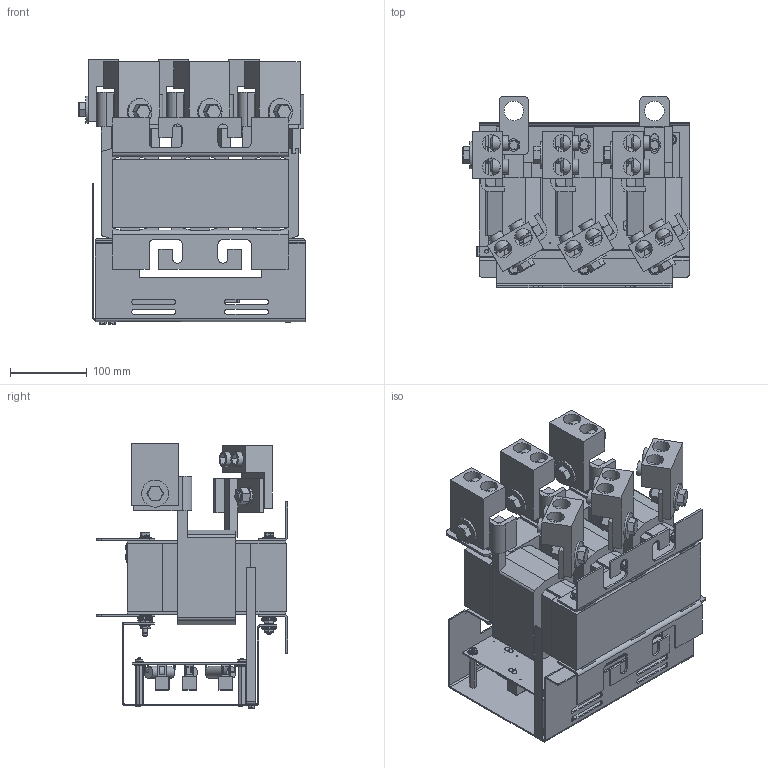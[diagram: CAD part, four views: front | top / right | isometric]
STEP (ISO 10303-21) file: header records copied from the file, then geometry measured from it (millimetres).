
FILE_DESCRIPTION(/* description */ (''),/* implementation_level */ '2;1');
FILE_NAME(/* name */ 'V1K480A00.stp',/* time_stamp */ '2022-02-28T08:56:23-06:00',/* author */ ('jnelson'),/* organization */ (''),/* preprocessor_version */ 'ST-DEVELOPER v17',/* originating_system */ 'Autodesk Inventor 2019',/* authorisation */ '');
FILE_SCHEMA (('AUTOMOTIVE_DESIGN { 1 0 10303 214 3 1 1 }'));
Length unit declared in the file: inch
Products named in the file (42): V1K480A00; KDRJ2R WITH AU-600; 11236; KDRJ2R; 16600; 23412-3.50; 24262; 24981 ASSY; 23576; 20852; 24981 COIL; 25293; 1505-1763-4495 ASSEMBLY; 3262; 30097- LARGE  BLANK  (REACTOR); 1763-4495 ASSEMBLY; 4495; 1763; 31621-1; 15217; 1610; 1511; 2401; 1512; 1505_better; 25285-1-Assembly; 25285-1; 25285-1_1; pem stud 8-32, .50; 30576-1; 25346; 25012; 25011 BRD; 25012-1 DECAL; 25011 long RESISTOR; 25011 short RESISTOR; capacitor 2.15 MTG; 1967; 1496; 25441 ...
Assembly tree (120 placements, depth 5):
  V1K480A00
    KDRJ2R WITH AU-600
      11236  x6
      KDRJ2R
        23412-3.50  x2
        16600  x2
        24262  x2
        24981 ASSY  x3
          23576
          20852
          24981 COIL
          25293
        1505-1763-4495 ASSEMBLY  x6
          4495
          1763
          1505
        1763-4495 ASSEMBLY  x6
          4495
          1763
        3262
        15217  x5
        30097- LARGE  BLANK  (REACTOR)
        31621-1  x2
      2401  x6
      1512  x6
      1610  x6
      1511  x6
    1505_better  x2
    25285-1-Assembly
      25285-1
        25285-1_1
        pem stud 8-32, .50  x4
      pem stud 8-32, .50  x4
      30576-1
      25346  x4
      25012
        25011 BRD
        25012-1 DECAL
        25011 long RESISTOR  x3
        25011 short RESISTOR  x3
        capacitor 2.15 MTG  x3
      1967  x8
      1496  x4
      25441  x2
      28038-BLANK
      1505  x2
Bounding box: 294.16 x 248.92 x 344.36 mm (x, y, z)
Volume: 5783639.1 mm3; surface area: 1408125.6 mm2
Topology: 137 solids, 137 shells, 3064 faces, 7506 edges, 5031 vertices
Faces by surface type: plane 1843, cylinder 845, bspline 160, cone 126, torus 66, sphere 24
Full cylindrical faces by diameter (mm): 0.762 x12, 1.159 x12, 1.524 x24, 3.175 x6, 3.454 x4, 4.166 x28, 4.318 x5, 4.597 x2, 4.775 x8, 4.978 x4, 5.117 x8, 5.588 x8, 6.147 x12, 6.35 x14, 7.137 x12, 7.62 x12, 8.738 x6, 9.652 x6, 9.906 x2, 12.7 x32, 13.462 x6, 13.494 x6, 14.351 x6, 15.875 x15, 18.491 x8, 19.05 x18, 22.682 x12, 25.4 x2, 35.052 x6
Entity records: 45911 total; most frequent: CARTESIAN_POINT 10534, ORIENTED_EDGE 6924, DIRECTION 6617, EDGE_CURVE 3462, LINE 2303, VECTOR 2303, VERTEX_POINT 2258, AXIS2_PLACEMENT_3D 2157
